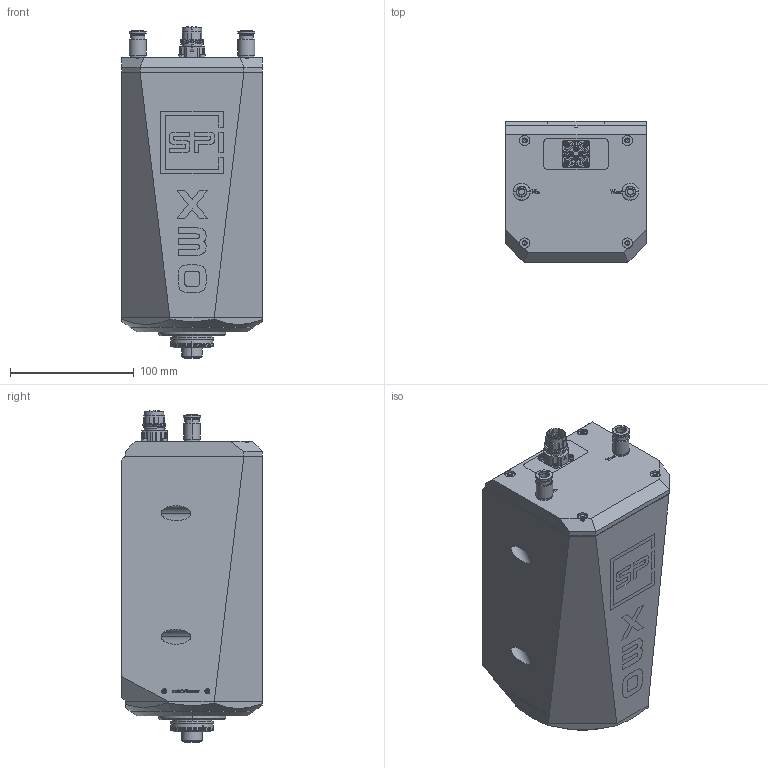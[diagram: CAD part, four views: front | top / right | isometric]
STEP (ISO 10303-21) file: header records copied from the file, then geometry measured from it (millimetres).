
FILE_DESCRIPTION (( 'STEP AP214' ), '1' );
FILE_NAME ('A00122 STEP.STEP', '2023-10-04T09:49:35', ( '' ), ( '' ), 'SwSTEP 2.0', 'SolidWorks 2020', '' );
FILE_SCHEMA (( 'AUTOMOTIVE_DESIGN' ));
Length unit declared in the file: millimetre
Products named in the file (1): A00122 STEP
Bounding box: 114 x 114 x 268.55 mm (x, y, z)
Surface area: 371745.7 mm2 (no closed solid volume)
Topology: 0 solids, 57 shells, 5164 faces, 13387 edges, 8651 vertices
Faces by surface type: plane 2168, bspline 1200, cylinder 1126, cone 549, torus 121
Entity records: 265581 total; most frequent: CARTESIAN_POINT 100135, ORIENTED_EDGE 26512, DIRECTION 20301, EDGE_CURVE 13263, VERTEX_POINT 8651, VECTOR 7461, LINE 7461, AXIS2_PLACEMENT_3D 6420
